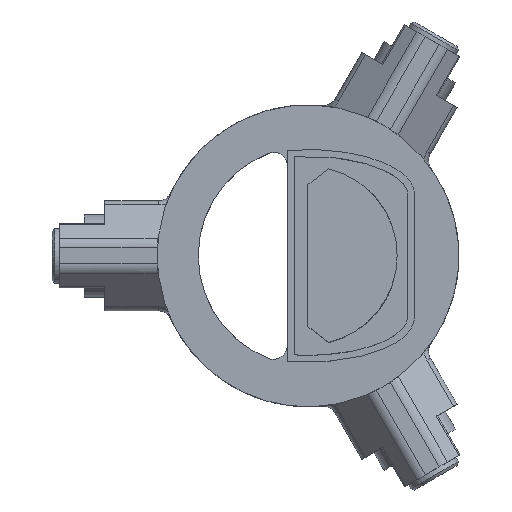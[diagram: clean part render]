
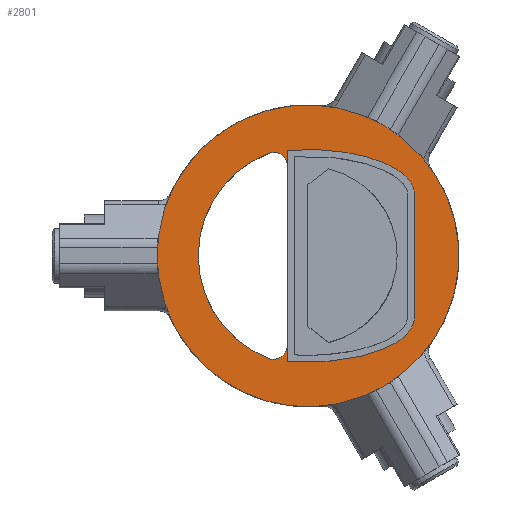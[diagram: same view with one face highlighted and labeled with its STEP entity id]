
A CAD part, top view. The second image highlights one B-rep face of the part: STEP entity #2801.
In plain terms, the highlighted planar face has unit normal (0, 0, 1).
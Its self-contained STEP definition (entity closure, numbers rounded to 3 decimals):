
#83=CARTESIAN_POINT('',(-2.5,-6.538,6.));
#84=DIRECTION('',(0.,0.,-1.));
#85=DIRECTION('',(1.,0.,0.));
#86=AXIS2_PLACEMENT_3D('',#83,#84,#85);
#121=CARTESIAN_POINT('',(-2.5,6.538,6.));
#122=DIRECTION('',(0.,0.,-1.));
#123=DIRECTION('',(-0.357,0.934,0.));
#124=AXIS2_PLACEMENT_3D('',#121,#122,#123);
#134=DIRECTION('',(0.,1.,0.));
#135=VECTOR('',#134,1.15);
#136=CARTESIAN_POINT('',(-1.5,6.538,6.));
#137=LINE('',#136,#135);
#146=DIRECTION('',(0.,-1.,0.));
#147=VECTOR('',#146,1.15);
#148=CARTESIAN_POINT('',(-1.5,-6.538,6.));
#149=LINE('',#148,#147);
#150=CARTESIAN_POINT('',(0.,0.,6.));
#151=DIRECTION('',(0.,0.,1.));
#152=DIRECTION('',(-0.948,0.318,0.));
#153=AXIS2_PLACEMENT_3D('',#150,#151,#152);
#155=CARTESIAN_POINT('',(0.,0.,6.));
#156=DIRECTION('',(0.,0.,1.));
#157=DIRECTION('',(0.75,0.662,0.));
#158=AXIS2_PLACEMENT_3D('',#155,#156,#157);
#160=CARTESIAN_POINT('',(0.,0.,6.));
#161=DIRECTION('',(0.,0.,1.));
#162=DIRECTION('',(0.198,-0.98,0.));
#163=AXIS2_PLACEMENT_3D('',#160,#161,#162);
#165=CARTESIAN_POINT('',(7.75,4.5,6.));
#166=CARTESIAN_POINT('',(7.75,4.638,6.));
#167=CARTESIAN_POINT('',(7.711,4.872,6.));
#168=CARTESIAN_POINT('',(7.559,5.258,6.));
#169=CARTESIAN_POINT('',(7.28,5.643,6.));
#170=CARTESIAN_POINT('',(6.868,6.023,6.));
#171=CARTESIAN_POINT('',(6.246,6.451,6.));
#172=CARTESIAN_POINT('',(5.366,6.874,6.));
#173=CARTESIAN_POINT('',(4.194,7.255,6.));
#174=CARTESIAN_POINT('',(2.923,7.53,6.));
#175=CARTESIAN_POINT('',(1.104,7.759,6.));
#176=CARTESIAN_POINT('',(-0.401,7.779,6.));
#177=CARTESIAN_POINT('',(-1.5,7.689,6.));
#179=CARTESIAN_POINT('',(0.,0.,6.));
#180=DIRECTION('',(0.,0.,-1.));
#181=DIRECTION('',(-0.357,-0.934,0.));
#182=AXIS2_PLACEMENT_3D('',#179,#180,#181);
#184=CARTESIAN_POINT('',(-1.5,-7.689,6.));
#185=CARTESIAN_POINT('',(-0.401,-7.779,6.));
#186=CARTESIAN_POINT('',(1.104,-7.759,6.));
#187=CARTESIAN_POINT('',(2.923,-7.53,6.));
#188=CARTESIAN_POINT('',(4.194,-7.255,6.));
#189=CARTESIAN_POINT('',(5.366,-6.874,6.));
#190=CARTESIAN_POINT('',(6.246,-6.451,6.));
#191=CARTESIAN_POINT('',(6.868,-6.023,6.));
#192=CARTESIAN_POINT('',(7.28,-5.643,6.));
#193=CARTESIAN_POINT('',(7.559,-5.258,6.));
#194=CARTESIAN_POINT('',(7.711,-4.872,6.));
#195=CARTESIAN_POINT('',(7.75,-4.638,6.));
#196=CARTESIAN_POINT('',(7.75,-4.5,6.));
#198=DIRECTION('',(0.,1.,0.));
#199=VECTOR('',#198,9.);
#200=CARTESIAN_POINT('',(7.75,-4.5,6.));
#201=LINE('',#200,#199);
#215=CARTESIAN_POINT('',(0.,0.,6.));
#216=DIRECTION('',(0.,0.,1.));
#217=DIRECTION('',(0.75,-0.662,0.));
#218=AXIS2_PLACEMENT_3D('',#215,#216,#217);
#233=CARTESIAN_POINT('',(0.,0.,6.));
#234=DIRECTION('',(0.,0.,1.));
#235=DIRECTION('',(-0.948,-0.318,0.));
#236=AXIS2_PLACEMENT_3D('',#233,#234,#235);
#242=CARTESIAN_POINT('',(0.,0.,6.));
#243=DIRECTION('',(0.,0.,1.));
#244=DIRECTION('',(0.198,0.98,0.));
#245=AXIS2_PLACEMENT_3D('',#242,#243,#244);
#2149=CARTESIAN_POINT('',(8.245,7.281,6.));
#2150=CARTESIAN_POINT('',(2.183,10.781,6.));
#2151=VERTEX_POINT('',#2149);
#2152=VERTEX_POINT('',#2150);
#2153=CARTESIAN_POINT('',(-10.428,3.5,6.));
#2154=CARTESIAN_POINT('',(-10.428,-3.5,6.));
#2155=VERTEX_POINT('',#2153);
#2156=VERTEX_POINT('',#2154);
#2157=CARTESIAN_POINT('',(2.183,-10.781,6.));
#2158=CARTESIAN_POINT('',(8.245,-7.281,6.));
#2159=VERTEX_POINT('',#2157);
#2160=VERTEX_POINT('',#2158);
#2388=CARTESIAN_POINT('',(7.75,-4.5,6.));
#2389=CARTESIAN_POINT('',(7.75,4.5,6.));
#2390=VERTEX_POINT('',#2388);
#2391=VERTEX_POINT('',#2389);
#2448=CARTESIAN_POINT('',(-2.857,-7.472,6.));
#2450=VERTEX_POINT('',#2448);
#2452=CARTESIAN_POINT('',(-1.5,-6.538,6.));
#2454=VERTEX_POINT('',#2452);
#2455=CARTESIAN_POINT('',(-1.5,-7.689,6.));
#2456=VERTEX_POINT('',#2455);
#2458=CARTESIAN_POINT('',(-1.5,6.538,6.));
#2460=VERTEX_POINT('',#2458);
#2462=CARTESIAN_POINT('',(-2.857,7.472,6.));
#2464=VERTEX_POINT('',#2462);
#2465=CARTESIAN_POINT('',(-1.5,7.689,6.));
#2466=VERTEX_POINT('',#2465);
#2769=CARTESIAN_POINT('',(0.,0.,6.));
#2770=DIRECTION('',(0.,0.,1.));
#2771=DIRECTION('',(1.,0.,0.));
#2772=AXIS2_PLACEMENT_3D('',#2769,#2770,#2771);
#2773=PLANE('',#2772);
#2775=ORIENTED_EDGE('',*,*,#2774,.F.);
#2777=ORIENTED_EDGE('',*,*,#2776,.F.);
#2779=ORIENTED_EDGE('',*,*,#2778,.F.);
#2781=ORIENTED_EDGE('',*,*,#2780,.F.);
#2783=ORIENTED_EDGE('',*,*,#2782,.F.);
#2785=ORIENTED_EDGE('',*,*,#2784,.F.);
#2786=EDGE_LOOP('',(#2775,#2777,#2779,#2781,#2783,#2785));
#2787=FACE_OUTER_BOUND('',#2786,.F.);
#2789=ORIENTED_EDGE('',*,*,#2788,.T.);
#2790=ORIENTED_EDGE('',*,*,#2756,.F.);
#2791=ORIENTED_EDGE('',*,*,#2743,.F.);
#2792=ORIENTED_EDGE('',*,*,#2676,.F.);
#2793=ORIENTED_EDGE('',*,*,#2702,.F.);
#2794=ORIENTED_EDGE('',*,*,#2764,.T.);
#2796=ORIENTED_EDGE('',*,*,#2795,.T.);
#2798=ORIENTED_EDGE('',*,*,#2797,.T.);
#2799=EDGE_LOOP('',(#2789,#2790,#2791,#2792,#2793,#2794,#2796,#2798));
#2800=FACE_BOUND('',#2799,.F.);
#2801=ADVANCED_FACE('',(#2787,#2800),#2773,.T.);
#87=CIRCLE('',#86,1.);
#125=CIRCLE('',#124,1.);
#154=CIRCLE('',#153,11.);
#159=CIRCLE('',#158,11.);
#164=CIRCLE('',#163,11.);
#178=B_SPLINE_CURVE_WITH_KNOTS('',3,(#165,#166,#167,#168,#169,#170,#171,#172,
#173,#174,#175,#176,#177),.UNSPECIFIED.,.F.,.F.,(4,1,1,1,1,1,1,1,1,1,4),(0.,
0.031,0.063,0.125,0.188,0.25,0.375,0.5,0.625,0.75,1.),
.UNSPECIFIED.);
#183=CIRCLE('',#182,8.);
#197=B_SPLINE_CURVE_WITH_KNOTS('',3,(#184,#185,#186,#187,#188,#189,#190,#191,
#192,#193,#194,#195,#196),.UNSPECIFIED.,.F.,.F.,(4,1,1,1,1,1,1,1,1,1,4),(0.,
0.25,0.375,0.5,0.625,0.75,0.813,0.875,0.938,0.969,1.),
.UNSPECIFIED.);
#219=CIRCLE('',#218,11.);
#237=CIRCLE('',#236,11.);
#246=CIRCLE('',#245,11.);
#2676=EDGE_CURVE('',#2450,#2464,#183,.T.);
#2702=EDGE_CURVE('',#2454,#2450,#87,.T.);
#2743=EDGE_CURVE('',#2464,#2460,#125,.T.);
#2756=EDGE_CURVE('',#2460,#2466,#137,.T.);
#2764=EDGE_CURVE('',#2454,#2456,#149,.T.);
#2774=EDGE_CURVE('',#2156,#2159,#237,.T.);
#2776=EDGE_CURVE('',#2155,#2156,#154,.T.);
#2778=EDGE_CURVE('',#2152,#2155,#246,.T.);
#2780=EDGE_CURVE('',#2151,#2152,#159,.T.);
#2782=EDGE_CURVE('',#2160,#2151,#219,.T.);
#2784=EDGE_CURVE('',#2159,#2160,#164,.T.);
#2788=EDGE_CURVE('',#2391,#2466,#178,.T.);
#2795=EDGE_CURVE('',#2456,#2390,#197,.T.);
#2797=EDGE_CURVE('',#2390,#2391,#201,.T.);
